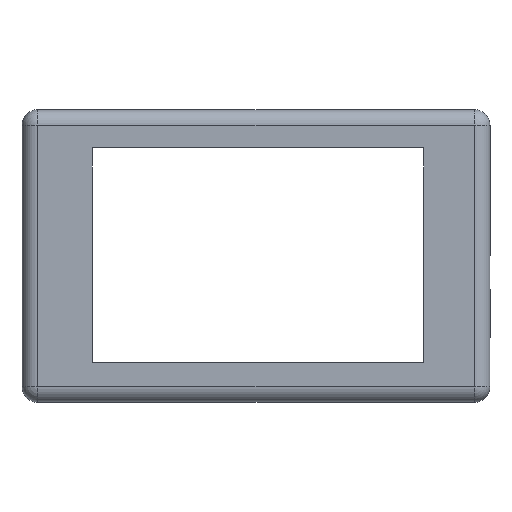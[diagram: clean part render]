
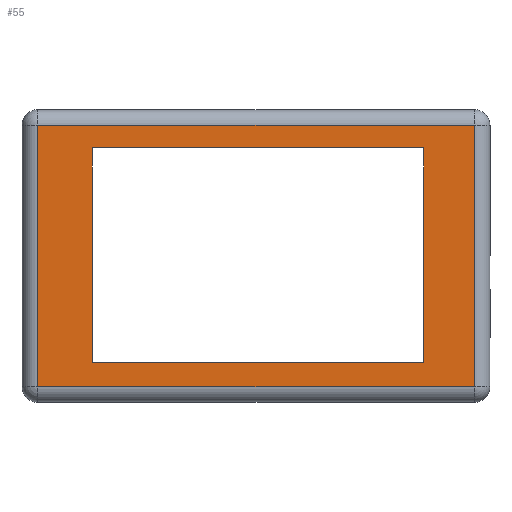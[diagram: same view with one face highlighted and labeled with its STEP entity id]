
A CAD part, front view. The second image highlights one B-rep face of the part: STEP entity #55.
In plain terms, the highlighted planar face has unit normal (0, -1, 0).
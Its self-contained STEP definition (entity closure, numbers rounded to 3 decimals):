
#12 = LINE ( 'NONE', #849, #406 ) ;
#28 = CARTESIAN_POINT ( 'NONE',  ( -42.04, 0., -27.26 ) ) ;
#48 = ORIENTED_EDGE ( 'NONE', *, *, #1920, .T. ) ;
#55 = ADVANCED_FACE ( 'NONE', ( #2106, #530 ), #1133, .F. ) ;
#107 = EDGE_LOOP ( 'NONE', ( #538, #1687, #475, #48 ) ) ;
#181 = CARTESIAN_POINT ( 'NONE',  ( 56., 0., 33.5 ) ) ;
#240 = DIRECTION ( 'NONE',  ( 1., 0., 0. ) ) ;
#246 = DIRECTION ( 'NONE',  ( 0., 0., -1. ) ) ;
#292 = VERTEX_POINT ( 'NONE', #1616 ) ;
#299 = EDGE_CURVE ( 'NONE', #571, #541, #1521, .T. ) ;
#312 = CARTESIAN_POINT ( 'NONE',  ( 42.95, 0., 27.7 ) ) ;
#327 = EDGE_CURVE ( 'NONE', #578, #292, #1994, .T. ) ;
#360 = LINE ( 'NONE', #447, #1633 ) ;
#374 = EDGE_CURVE ( 'NONE', #1038, #2146, #12, .T. ) ;
#406 = VECTOR ( 'NONE', #2033, 1000. ) ;
#447 = CARTESIAN_POINT ( 'NONE',  ( -42.04, 0., 27.7 ) ) ;
#473 = VECTOR ( 'NONE', #240, 1000. ) ;
#475 = ORIENTED_EDGE ( 'NONE', *, *, #327, .T. ) ;
#524 = VECTOR ( 'NONE', #1544, 1000. ) ;
#530 = FACE_OUTER_BOUND ( 'NONE', #107, .T. ) ;
#538 = ORIENTED_EDGE ( 'NONE', *, *, #374, .T. ) ;
#541 = VERTEX_POINT ( 'NONE', #593 ) ;
#571 = VERTEX_POINT ( 'NONE', #2552 ) ;
#578 = VERTEX_POINT ( 'NONE', #804 ) ;
#583 = DIRECTION ( 'NONE',  ( 0., 0., 1. ) ) ;
#593 = CARTESIAN_POINT ( 'NONE',  ( 42.95, 0., -27.26 ) ) ;
#640 = ORIENTED_EDGE ( 'NONE', *, *, #1625, .F. ) ;
#767 = LINE ( 'NONE', #2217, #2349 ) ;
#804 = CARTESIAN_POINT ( 'NONE',  ( -56., 0., -33.5 ) ) ;
#849 = CARTESIAN_POINT ( 'NONE',  ( 0., 0., 33.5 ) ) ;
#850 = VERTEX_POINT ( 'NONE', #312 ) ;
#975 = ORIENTED_EDGE ( 'NONE', *, *, #1410, .F. ) ;
#1038 = VERTEX_POINT ( 'NONE', #181 ) ;
#1133 = PLANE ( 'NONE',  #1393 ) ;
#1230 = DIRECTION ( 'NONE',  ( 0., 0., -1. ) ) ;
#1296 = CARTESIAN_POINT ( 'NONE',  ( -56., 0., 33.5 ) ) ;
#1344 = CARTESIAN_POINT ( 'NONE',  ( -42.04, 0., 27.7 ) ) ;
#1393 = AXIS2_PLACEMENT_3D ( 'NONE', #1425, #1830, #1815 ) ;
#1410 = EDGE_CURVE ( 'NONE', #541, #850, #2318, .T. ) ;
#1425 = CARTESIAN_POINT ( 'NONE',  ( 0., 0., 0. ) ) ;
#1466 = VECTOR ( 'NONE', #2225, 1000. ) ;
#1474 = VERTEX_POINT ( 'NONE', #1606 ) ;
#1521 = LINE ( 'NONE', #28, #473 ) ;
#1544 = DIRECTION ( 'NONE',  ( -1., 0., 0. ) ) ;
#1567 = CARTESIAN_POINT ( 'NONE',  ( 42.95, 0., 27.7 ) ) ;
#1573 = EDGE_CURVE ( 'NONE', #2146, #578, #767, .T. ) ;
#1592 = EDGE_LOOP ( 'NONE', ( #2004, #975, #2009, #640 ) ) ;
#1606 = CARTESIAN_POINT ( 'NONE',  ( -42.04, 0., 27.7 ) ) ;
#1616 = CARTESIAN_POINT ( 'NONE',  ( 56., 0., -33.5 ) ) ;
#1625 = EDGE_CURVE ( 'NONE', #1474, #571, #360, .T. ) ;
#1633 = VECTOR ( 'NONE', #246, 1000. ) ;
#1687 = ORIENTED_EDGE ( 'NONE', *, *, #1573, .T. ) ;
#1794 = VECTOR ( 'NONE', #583, 1000. ) ;
#1815 = DIRECTION ( 'NONE',  ( 0., 0., 1. ) ) ;
#1826 = CARTESIAN_POINT ( 'NONE',  ( 0., 0., -33.5 ) ) ;
#1830 = DIRECTION ( 'NONE',  ( 0., 1., 0. ) ) ;
#1920 = EDGE_CURVE ( 'NONE', #292, #1038, #2560, .T. ) ;
#1993 = DIRECTION ( 'NONE',  ( 0., 0., 1. ) ) ;
#1994 = LINE ( 'NONE', #1826, #1466 ) ;
#2004 = ORIENTED_EDGE ( 'NONE', *, *, #2511, .F. ) ;
#2009 = ORIENTED_EDGE ( 'NONE', *, *, #299, .F. ) ;
#2033 = DIRECTION ( 'NONE',  ( -1., 0., 0. ) ) ;
#2034 = VECTOR ( 'NONE', #1993, 1000. ) ;
#2102 = LINE ( 'NONE', #1344, #524 ) ;
#2106 = FACE_BOUND ( 'NONE', #1592, .T. ) ;
#2146 = VERTEX_POINT ( 'NONE', #1296 ) ;
#2193 = CARTESIAN_POINT ( 'NONE',  ( 56., 0., 0. ) ) ;
#2217 = CARTESIAN_POINT ( 'NONE',  ( -56., 0., 0. ) ) ;
#2225 = DIRECTION ( 'NONE',  ( 1., 0., 0. ) ) ;
#2318 = LINE ( 'NONE', #1567, #1794 ) ;
#2349 = VECTOR ( 'NONE', #1230, 1000. ) ;
#2511 = EDGE_CURVE ( 'NONE', #850, #1474, #2102, .T. ) ;
#2552 = CARTESIAN_POINT ( 'NONE',  ( -42.04, 0., -27.26 ) ) ;
#2560 = LINE ( 'NONE', #2193, #2034 ) ;
